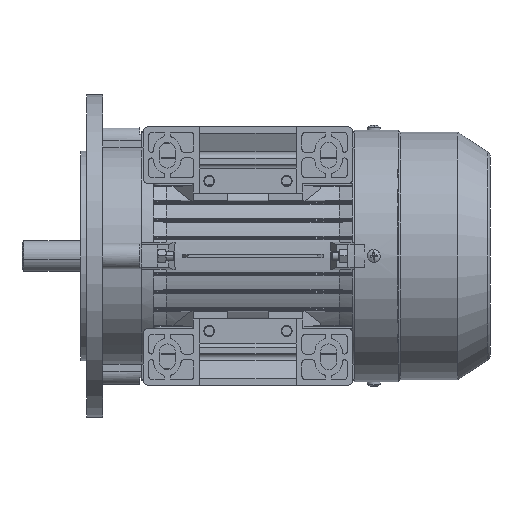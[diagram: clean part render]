
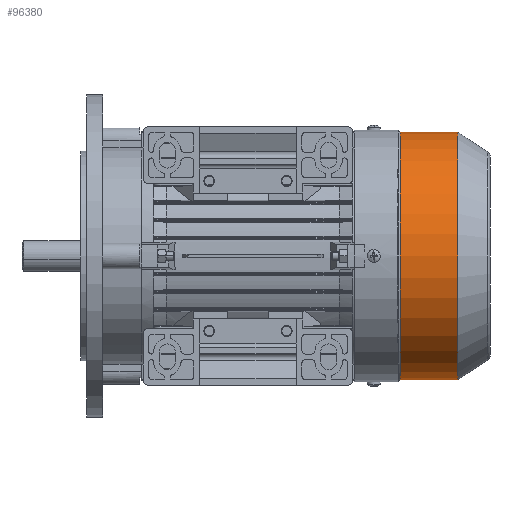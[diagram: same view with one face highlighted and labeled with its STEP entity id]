
A CAD part, front view. The second image highlights one B-rep face of the part: STEP entity #96380.
In plain terms, the highlighted cylindrical face has radius 76.8 mm (diameter 153.6 mm), a partial arc.
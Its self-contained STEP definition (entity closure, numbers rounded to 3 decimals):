
#75345 = DIRECTION ( 'NONE',  ( -1., 0., 0. ) ) ;
#75346 = VECTOR ( 'NONE', #75345, 1000. ) ;
#75347 = CARTESIAN_POINT ( 'NONE',  ( 0., 0., -76.8 ) ) ;
#75348 = LINE ( 'NONE', #75347, #75346 ) ;
#75349 = CARTESIAN_POINT ( 'NONE',  ( 64., 0., -76.8 ) ) ;
#75350 = CARTESIAN_POINT ( 'NONE',  ( 64., 0., 76.8 ) ) ;
#75371 = CARTESIAN_POINT ( 'NONE',  ( 28.25, 0., -76.8 ) ) ;
#75372 = CARTESIAN_POINT ( 'NONE',  ( 28.25, 0., 76.8 ) ) ;
#75487 = DIRECTION ( 'NONE',  ( -1., 0., 0. ) ) ;
#75488 = VECTOR ( 'NONE', #75487, 1000. ) ;
#75489 = CARTESIAN_POINT ( 'NONE',  ( 0., 0., 76.8 ) ) ;
#75490 = LINE ( 'NONE', #75489, #75488 ) ;
#79428 = DIRECTION ( 'NONE',  ( 0., 0., 1. ) ) ;
#79430 = DIRECTION ( 'NONE',  ( -1., 0., 0. ) ) ;
#79431 = CARTESIAN_POINT ( 'NONE',  ( 0., 0., 0. ) ) ;
#79432 = AXIS2_PLACEMENT_3D ( 'NONE', #79431, #79430, #79428 ) ;
#79434 = CYLINDRICAL_SURFACE ( 'NONE', #79432, 76.8 ) ;
#79435 = FACE_OUTER_BOUND ( 'NONE', #96381, .T. ) ;
#79436 = DIRECTION ( 'NONE',  ( 0., 0., 1. ) ) ;
#79437 = DIRECTION ( 'NONE',  ( -1., 0., 0. ) ) ;
#79438 = CARTESIAN_POINT ( 'NONE',  ( 64., 0., 0. ) ) ;
#79439 = AXIS2_PLACEMENT_3D ( 'NONE', #79438, #79437, #79436 ) ;
#79440 = CIRCLE ( 'NONE', #79439, 76.8 ) ;
#79670 = DIRECTION ( 'NONE',  ( 0., 0., 1. ) ) ;
#79671 = DIRECTION ( 'NONE',  ( -1., 0., 0. ) ) ;
#79672 = CARTESIAN_POINT ( 'NONE',  ( 28.25, 0., 0. ) ) ;
#79673 = AXIS2_PLACEMENT_3D ( 'NONE', #79672, #79671, #79670 ) ;
#79674 = CIRCLE ( 'NONE', #79673, 76.8 ) ;
#93927 = VERTEX_POINT ( 'NONE', #75350 ) ;
#93928 = VERTEX_POINT ( 'NONE', #75349 ) ;
#93930 = EDGE_CURVE ( 'NONE', #93928, #93947, #75348, .T. ) ;
#93946 = VERTEX_POINT ( 'NONE', #75372 ) ;
#93947 = VERTEX_POINT ( 'NONE', #75371 ) ;
#93989 = EDGE_CURVE ( 'NONE', #93927, #93946, #75490, .T. ) ;
#96379 = EDGE_CURVE ( 'NONE', #93928, #93927, #79440, .T. ) ;
#96380 = ADVANCED_FACE ( 'NONE', ( #79435 ), #79434, .T. ) ;
#96381 = EDGE_LOOP ( 'NONE', ( #96382, #96383, #96384, #96385 ) ) ;
#96382 = ORIENTED_EDGE ( 'NONE', *, *, #93930, .F. ) ;
#96383 = ORIENTED_EDGE ( 'NONE', *, *, #96379, .T. ) ;
#96384 = ORIENTED_EDGE ( 'NONE', *, *, #93989, .T. ) ;
#96385 = ORIENTED_EDGE ( 'NONE', *, *, #96446, .F. ) ;
#96446 = EDGE_CURVE ( 'NONE', #93947, #93946, #79674, .T. ) ;
